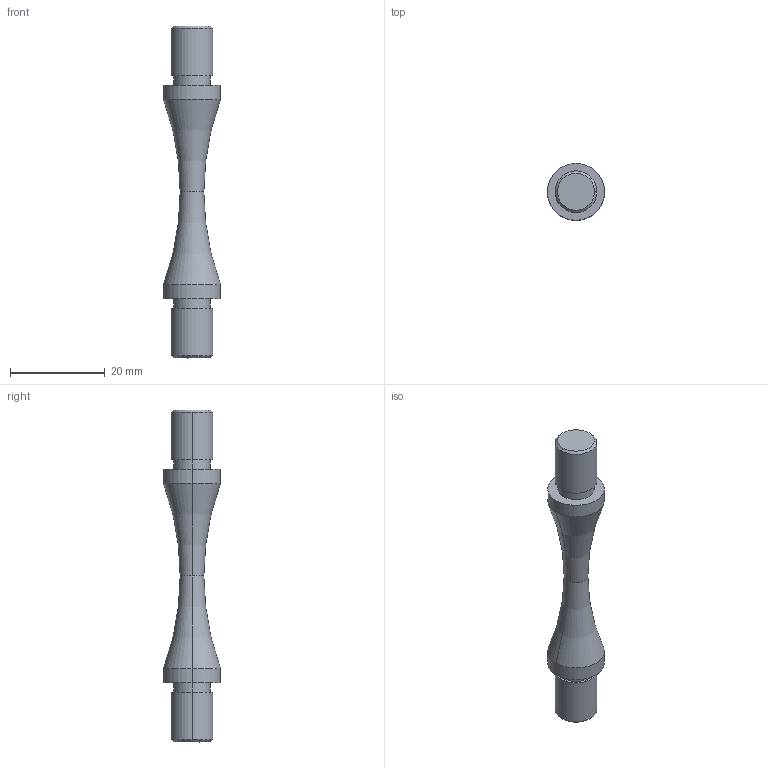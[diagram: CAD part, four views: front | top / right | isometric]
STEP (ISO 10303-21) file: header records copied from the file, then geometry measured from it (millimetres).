
FILE_DESCRIPTION (( 'STEP AP203' ), '1' );
FILE_NAME ('50445-240-12.STEP', '2022-02-25T09:27:40', ( '' ), ( '' ), 'SwSTEP 2.0', 'SolidWorks 2018', '' );
FILE_SCHEMA (( 'CONFIG_CONTROL_DESIGN' ));
Length unit declared in the file: millimetre
Products named in the file (2): 50445-240-12
Bounding box: 12 x 12 x 70 mm (x, y, z)
Volume: 3905.3 mm3; surface area: 2091.5 mm2
Topology: 1 solids, 1 shells, 322 faces, 851 edges, 564 vertices
Faces by surface type: plane 188, bspline 114, cylinder 12, torus 4, cone 4
Entity records: 15768 total; most frequent: CARTESIAN_POINT 8381, ORIENTED_EDGE 1702, DIRECTION 1077, EDGE_CURVE 851, LINE 589, VECTOR 589, VERTEX_POINT 564, EDGE_LOOP 355
